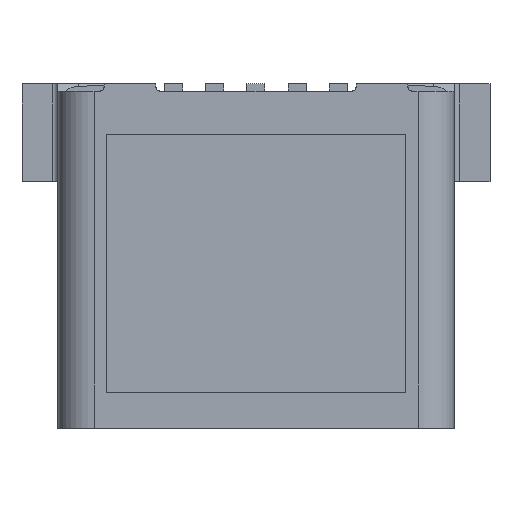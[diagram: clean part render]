
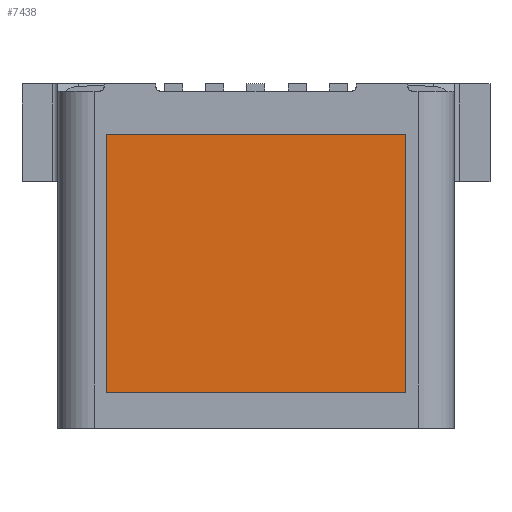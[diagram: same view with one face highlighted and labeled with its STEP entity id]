
A CAD part, top view. The second image highlights one B-rep face of the part: STEP entity #7438.
In plain terms, the highlighted planar face has unit normal (0, 0, 1).
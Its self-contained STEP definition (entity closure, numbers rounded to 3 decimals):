
#602=FACE_OUTER_BOUND('',#1009,.T.);
#1009=EDGE_LOOP('',(#6169,#6170,#6171,#6172));
#1779=LINE('',#12130,#2648);
#1782=LINE('',#12135,#2651);
#1784=LINE('',#12139,#2653);
#1785=LINE('',#12141,#2654);
#2648=VECTOR('',#9358,5.);
#2651=VECTOR('',#9363,5.8);
#2653=VECTOR('',#9367,5.);
#2654=VECTOR('',#9370,5.8);
#3561=VERTEX_POINT('',#12127);
#3562=VERTEX_POINT('',#12129);
#3563=VERTEX_POINT('',#12133);
#3564=VERTEX_POINT('',#12137);
#4480=EDGE_CURVE('',#3562,#3561,#1779,.T.);
#4483=EDGE_CURVE('',#3561,#3563,#1782,.T.);
#4485=EDGE_CURVE('',#3563,#3564,#1784,.T.);
#4486=EDGE_CURVE('',#3564,#3562,#1785,.T.);
#6169=ORIENTED_EDGE('',*,*,#4480,.T.);
#6170=ORIENTED_EDGE('',*,*,#4483,.T.);
#6171=ORIENTED_EDGE('',*,*,#4485,.T.);
#6172=ORIENTED_EDGE('',*,*,#4486,.T.);
#7098=PLANE('',#7911);
#7438=ADVANCED_FACE('',(#602),#7098,.T.);
#7911=AXIS2_PLACEMENT_3D('',#12142,#9371,#9372);
#9358=DIRECTION('',(0.,1.,0.));
#9363=DIRECTION('',(-1.,0.,0.));
#9367=DIRECTION('',(0.,-1.,0.));
#9370=DIRECTION('',(1.,0.,0.));
#9371=DIRECTION('center_axis',(0.,0.,1.));
#9372=DIRECTION('ref_axis',(-1.,0.,0.));
#12127=CARTESIAN_POINT('',(2.9,2.6,4.05));
#12129=CARTESIAN_POINT('',(2.9,-2.4,4.05));
#12130=CARTESIAN_POINT('',(2.9,-2.4,4.05));
#12133=CARTESIAN_POINT('',(-2.9,2.6,4.05));
#12135=CARTESIAN_POINT('',(2.9,2.6,4.05));
#12137=CARTESIAN_POINT('',(-2.9,-2.4,4.05));
#12139=CARTESIAN_POINT('',(-2.9,2.6,4.05));
#12141=CARTESIAN_POINT('',(-2.9,-2.4,4.05));
#12142=CARTESIAN_POINT('Origin',(0.,-3.1,4.05));
